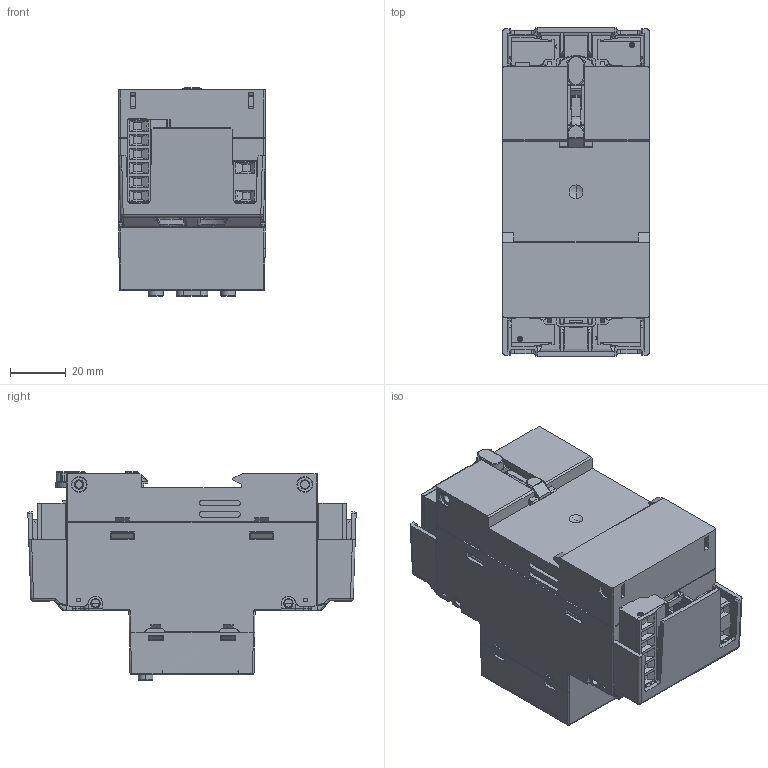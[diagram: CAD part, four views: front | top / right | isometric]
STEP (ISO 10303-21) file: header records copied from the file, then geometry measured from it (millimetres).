
FILE_DESCRIPTION((''),'2;1');
FILE_NAME('01_CVM_MINI_E3_SW0001','2019-08-06T',('esors'),(''),'CREO PARAMETRIC BY PTC INC, 2015290','CREO PARAMETRIC BY PTC INC, 2015290','');
FILE_SCHEMA(('AUTOMOTIVE_DESIGN { 1 0 10303 214 1 1 1 1 }'));
Products named in the file (1): 01_CVM_MINI_E3_SW0001
Bounding box: 52.5 x 117.85 x 74.65 mm (x, y, z)
Volume: 295863.2 mm3; surface area: 64295.3 mm2
Topology: 1 solids, 5 shells, 3428 faces, 9615 edges, 6221 vertices
Faces by surface type: plane 2461, cylinder 549, cone 259, torus 72, bspline 67, sphere 20
Entity records: 117860 total; most frequent: CARTESIAN_POINT 29904, ORIENTED_EDGE 19222, DIRECTION 16022, EDGE_CURVE 9611, VECTOR 6868, LINE 6868, VERTEX_POINT 6221, AXIS2_PLACEMENT_3D 4577
